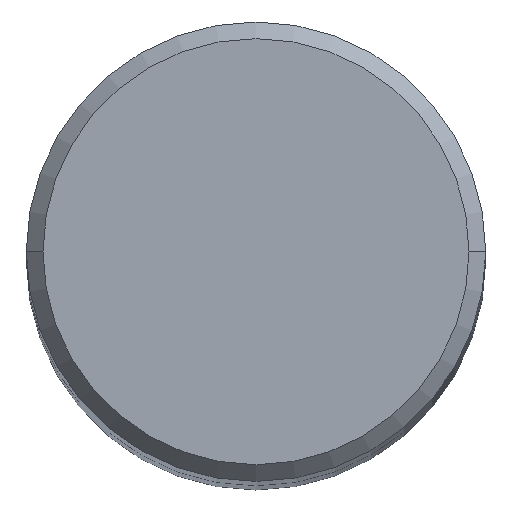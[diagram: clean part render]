
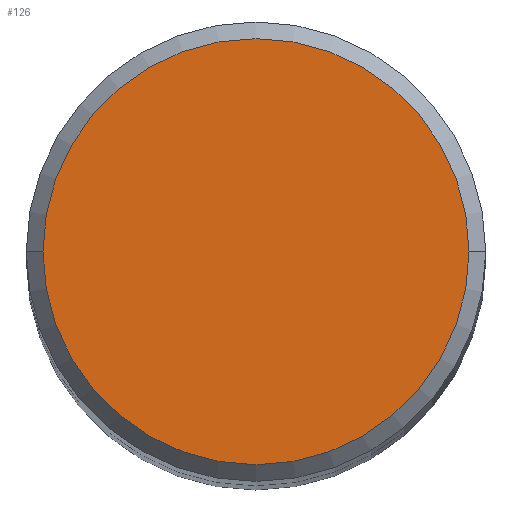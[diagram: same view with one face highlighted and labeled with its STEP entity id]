
A CAD part, top view. The second image highlights one B-rep face of the part: STEP entity #126.
In plain terms, the highlighted planar face has unit normal (0, 0, 1).
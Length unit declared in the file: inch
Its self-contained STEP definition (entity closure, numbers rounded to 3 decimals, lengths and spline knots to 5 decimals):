
#20 = VERTEX_POINT ( 'NONE', #95 ) ;
#23 = DIRECTION ( 'NONE',  ( 1., 0., 0. ) ) ;
#25 = ORIENTED_EDGE ( 'NONE', *, *, #348, .T. ) ;
#33 = DIRECTION ( 'NONE',  ( 0., 0., 1. ) ) ;
#37 = DIRECTION ( 'NONE',  ( -1., 0., 0. ) ) ;
#68 = CARTESIAN_POINT ( 'NONE',  ( 0., 0., 0. ) ) ;
#92 = EDGE_CURVE ( 'NONE', #20, #197, #257, .T. ) ;
#94 = CARTESIAN_POINT ( 'NONE',  ( 0., 0.2556, 0. ) ) ;
#95 = CARTESIAN_POINT ( 'NONE',  ( -0.2556, 0., 0. ) ) ;
#97 = AXIS2_PLACEMENT_3D ( 'NONE', #286, #33, #317 ) ;
#126 = ADVANCED_FACE ( 'NONE', ( #262 ), #357, .F. ) ;
#145 = DIRECTION ( 'NONE',  ( 0., 0., 1. ) ) ;
#152 = DIRECTION ( 'NONE',  ( 0., 0., -1. ) ) ;
#188 = AXIS2_PLACEMENT_3D ( 'NONE', #94, #152, #37 ) ;
#197 = VERTEX_POINT ( 'NONE', #222 ) ;
#213 = CIRCLE ( 'NONE', #321, 0.2556 ) ;
#222 = CARTESIAN_POINT ( 'NONE',  ( 0.2556, 0., 0. ) ) ;
#257 = CIRCLE ( 'NONE', #97, 0.2556 ) ;
#262 = FACE_OUTER_BOUND ( 'NONE', #341, .T. ) ;
#286 = CARTESIAN_POINT ( 'NONE',  ( 0., 0., 0. ) ) ;
#317 = DIRECTION ( 'NONE',  ( 1., 0., 0. ) ) ;
#321 = AXIS2_PLACEMENT_3D ( 'NONE', #68, #145, #23 ) ;
#341 = EDGE_LOOP ( 'NONE', ( #345, #25 ) ) ;
#345 = ORIENTED_EDGE ( 'NONE', *, *, #92, .T. ) ;
#348 = EDGE_CURVE ( 'NONE', #197, #20, #213, .T. ) ;
#357 = PLANE ( 'NONE',  #188 ) ;
